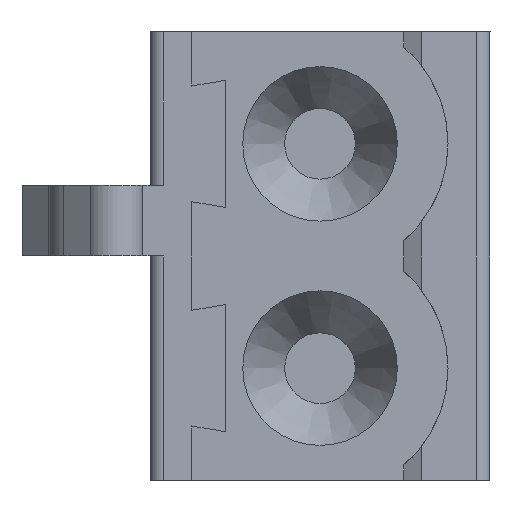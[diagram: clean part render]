
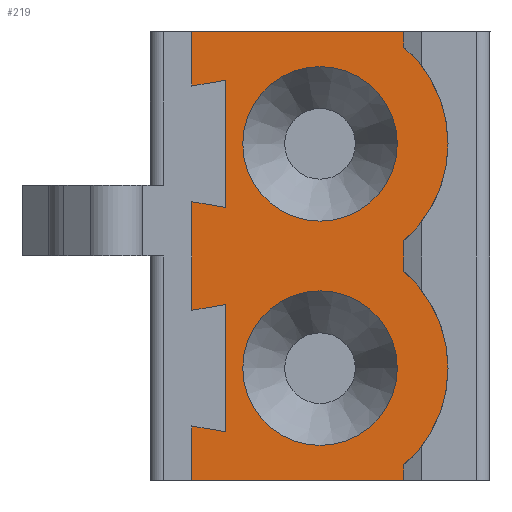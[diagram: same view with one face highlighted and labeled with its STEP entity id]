
A CAD part, left-side view. The second image highlights one B-rep face of the part: STEP entity #219.
In plain terms, the highlighted planar face has unit normal (-1, 0, 0).
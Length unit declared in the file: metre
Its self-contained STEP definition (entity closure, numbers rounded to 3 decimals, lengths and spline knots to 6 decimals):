
#219=ADVANCED_FACE('',(#599,#600,#601),#602,.T.);
#599=FACE_BOUND('',#1143,.T.);
#600=FACE_OUTER_BOUND('',#1144,.T.);
#601=FACE_BOUND('',#1145,.T.);
#602=PLANE('',#1146);
#1143=EDGE_LOOP('',(#1819));
#1144=EDGE_LOOP('',(#1820,#1821,#1822,#1823,#1824,#1825,#1826,#1827,#1828,#1829,#1830,#1831,#1832,#1833,#1834,#1835));
#1145=EDGE_LOOP('',(#1836));
#1146=AXIS2_PLACEMENT_3D('',#1837,#1838,#1839);
#1819=ORIENTED_EDGE('',*,*,#3396,.T.);
#1820=ORIENTED_EDGE('',*,*,#3397,.T.);
#1821=ORIENTED_EDGE('',*,*,#3398,.T.);
#1822=ORIENTED_EDGE('',*,*,#3399,.T.);
#1823=ORIENTED_EDGE('',*,*,#3400,.F.);
#1824=ORIENTED_EDGE('',*,*,#3401,.F.);
#1825=ORIENTED_EDGE('',*,*,#3402,.F.);
#1826=ORIENTED_EDGE('',*,*,#3403,.F.);
#1827=ORIENTED_EDGE('',*,*,#3404,.F.);
#1828=ORIENTED_EDGE('',*,*,#3405,.F.);
#1829=ORIENTED_EDGE('',*,*,#3406,.F.);
#1830=ORIENTED_EDGE('',*,*,#3407,.F.);
#1831=ORIENTED_EDGE('',*,*,#3408,.F.);
#1832=ORIENTED_EDGE('',*,*,#3409,.F.);
#1833=ORIENTED_EDGE('',*,*,#3410,.T.);
#1834=ORIENTED_EDGE('',*,*,#3411,.T.);
#1835=ORIENTED_EDGE('',*,*,#3412,.T.);
#1836=ORIENTED_EDGE('',*,*,#3413,.T.);
#1837=CARTESIAN_POINT('',(-0.01885,-0.02671,-0.25136));
#1838=DIRECTION('',(-1.0,0.,0.));
#1839=DIRECTION('',(0.,0.,-1.0));
#3396=EDGE_CURVE('',#4144,#4144,#4145,.T.);
#3397=EDGE_CURVE('',#4146,#4147,#4148,.T.);
#3398=EDGE_CURVE('',#4147,#4149,#4150,.T.);
#3399=EDGE_CURVE('',#4149,#4151,#4152,.T.);
#3400=EDGE_CURVE('',#4153,#4151,#4154,.T.);
#3401=EDGE_CURVE('',#4155,#4153,#4156,.T.);
#3402=EDGE_CURVE('',#4157,#4155,#4158,.T.);
#3403=EDGE_CURVE('',#4159,#4157,#4160,.T.);
#3404=EDGE_CURVE('',#4161,#4159,#4162,.T.);
#3405=EDGE_CURVE('',#4163,#4161,#4164,.T.);
#3406=EDGE_CURVE('',#4165,#4163,#4166,.T.);
#3407=EDGE_CURVE('',#4167,#4165,#4168,.T.);
#3408=EDGE_CURVE('',#4169,#4167,#4170,.T.);
#3409=EDGE_CURVE('',#4171,#4169,#4172,.T.);
#3410=EDGE_CURVE('',#4171,#4173,#4174,.T.);
#3411=EDGE_CURVE('',#4173,#4175,#4176,.T.);
#3412=EDGE_CURVE('',#4175,#4146,#4177,.T.);
#3413=EDGE_CURVE('',#4178,#4178,#4179,.T.);
#4144=VERTEX_POINT('',#5179);
#4145=CIRCLE('',#5180,0.00175);
#4146=VERTEX_POINT('',#5181);
#4147=VERTEX_POINT('',#5182);
#4148=LINE('',#5183,#5184);
#4149=VERTEX_POINT('',#5185);
#4150=CIRCLE('',#5186,0.0029);
#4151=VERTEX_POINT('',#5187);
#4152=LINE('',#5188,#5189);
#4153=VERTEX_POINT('',#5190);
#4154=LINE('',#5191,#5192);
#4155=VERTEX_POINT('',#5193);
#4156=LINE('',#5194,#5195);
#4157=VERTEX_POINT('',#5196);
#4158=LINE('',#5197,#5198);
#4159=VERTEX_POINT('',#5199);
#4160=LINE('',#5200,#5201);
#4161=VERTEX_POINT('',#5202);
#4162=LINE('',#5203,#5204);
#4163=VERTEX_POINT('',#5205);
#4164=LINE('',#5206,#5207);
#4165=VERTEX_POINT('',#5208);
#4166=LINE('',#5209,#5210);
#4167=VERTEX_POINT('',#5211);
#4168=LINE('',#5212,#5213);
#4169=VERTEX_POINT('',#5214);
#4170=LINE('',#5215,#5216);
#4171=VERTEX_POINT('',#5217);
#4172=LINE('',#5218,#5219);
#4173=VERTEX_POINT('',#5220);
#4174=LINE('',#5221,#5222);
#4175=VERTEX_POINT('',#5223);
#4176=LINE('',#5224,#5225);
#4177=CIRCLE('',#5226,0.0029);
#4178=VERTEX_POINT('',#5227);
#4179=CIRCLE('',#5228,0.00175);
#5179=CARTESIAN_POINT('',(-0.01885,-0.02986,-0.25073));
#5180=AXIS2_PLACEMENT_3D('',#6361,#6362,#6363);
#5181=CARTESIAN_POINT('',(-0.01885,-0.03176,-0.246789));
#5182=CARTESIAN_POINT('',(-0.01885,-0.03176,-0.246091));
#5183=CARTESIAN_POINT('',(-0.01885,-0.03176,-0.25136));
#5184=VECTOR('',#6364,1.0);
#5185=CARTESIAN_POINT('',(-0.01885,-0.03176,-0.241709));
#5186=AXIS2_PLACEMENT_3D('',#6365,#6366,#6367);
#5187=CARTESIAN_POINT('',(-0.01885,-0.03176,-0.24136));
#5188=CARTESIAN_POINT('',(-0.01885,-0.03176,-0.25644));
#5189=VECTOR('',#6368,1.0);
#5190=CARTESIAN_POINT('',(-0.01885,-0.02696,-0.24136));
#5191=CARTESIAN_POINT('',(-0.01885,-0.03176,-0.24136));
#5192=VECTOR('',#6369,1.0);
#5193=CARTESIAN_POINT('',(-0.01885,-0.02696,-0.24259));
#5194=CARTESIAN_POINT('',(-0.01885,-0.02696,-0.2564));
#5195=VECTOR('',#6370,1.0);
#5196=CARTESIAN_POINT('',(-0.01885,-0.02771,-0.24246));
#5197=CARTESIAN_POINT('',(-0.01885,-0.02696,-0.24259));
#5198=VECTOR('',#6371,1.0);
#5199=CARTESIAN_POINT('',(-0.01885,-0.02771,-0.24534));
#5200=CARTESIAN_POINT('',(-0.01885,-0.02771,-0.25821));
#5201=VECTOR('',#6372,1.0);
#5202=CARTESIAN_POINT('',(-0.01885,-0.02696,-0.24521));
#5203=CARTESIAN_POINT('',(-0.01885,-0.02771,-0.24534));
#5204=VECTOR('',#6373,1.0);
#5205=CARTESIAN_POINT('',(-0.01885,-0.02696,-0.24767));
#5206=CARTESIAN_POINT('',(-0.01885,-0.02696,-0.2564));
#5207=VECTOR('',#6374,1.0);
#5208=CARTESIAN_POINT('',(-0.01885,-0.02771,-0.24754));
#5209=CARTESIAN_POINT('',(-0.01885,-0.02696,-0.24767));
#5210=VECTOR('',#6375,1.0);
#5211=CARTESIAN_POINT('',(-0.01885,-0.02771,-0.25042));
#5212=CARTESIAN_POINT('',(-0.01885,-0.02771,-0.26329));
#5213=VECTOR('',#6376,1.0);
#5214=CARTESIAN_POINT('',(-0.01885,-0.02696,-0.25029));
#5215=CARTESIAN_POINT('',(-0.01885,-0.02771,-0.25042));
#5216=VECTOR('',#6377,1.0);
#5217=CARTESIAN_POINT('',(-0.01885,-0.02696,-0.25152));
#5218=CARTESIAN_POINT('',(-0.01885,-0.02696,-0.26152));
#5219=VECTOR('',#6378,1.0);
#5220=CARTESIAN_POINT('',(-0.01885,-0.03176,-0.25152));
#5221=CARTESIAN_POINT('',(-0.01885,-0.02671,-0.25152));
#5222=VECTOR('',#6379,1.0);
#5223=CARTESIAN_POINT('',(-0.01885,-0.03176,-0.251171));
#5224=CARTESIAN_POINT('',(-0.01885,-0.03176,-0.25136));
#5225=VECTOR('',#6380,1.0);
#5226=AXIS2_PLACEMENT_3D('',#6381,#6382,#6383);
#5227=CARTESIAN_POINT('',(-0.01885,-0.02986,-0.24565));
#5228=AXIS2_PLACEMENT_3D('',#6384,#6385,#6386);
#6361=CARTESIAN_POINT('',(-0.01885,-0.02986,-0.24898));
#6362=DIRECTION('',(1.0,0.,0.));
#6363=DIRECTION('',(0.,0.,-1.0));
#6364=DIRECTION('',(0.,0.,1.0));
#6365=CARTESIAN_POINT('',(-0.01885,-0.02986,-0.2439));
#6366=DIRECTION('',(-1.0,0.,0.));
#6367=DIRECTION('',(0.,-1.0,0.));
#6368=DIRECTION('',(0.,0.,1.0));
#6369=DIRECTION('',(0.,-1.0,0.));
#6370=DIRECTION('',(0.,0.,1.0));
#6371=DIRECTION('',(0.,0.985,-0.171));
#6372=DIRECTION('',(0.,0.,1.0));
#6373=DIRECTION('',(0.,-0.985,-0.171));
#6374=DIRECTION('',(0.,0.,1.0));
#6375=DIRECTION('',(0.,0.985,-0.171));
#6376=DIRECTION('',(0.,0.,1.0));
#6377=DIRECTION('',(0.,-0.985,-0.171));
#6378=DIRECTION('',(0.,0.,1.0));
#6379=DIRECTION('',(0.,-1.0,0.));
#6380=DIRECTION('',(0.,0.,1.0));
#6381=CARTESIAN_POINT('',(-0.01885,-0.02986,-0.24898));
#6382=DIRECTION('',(-1.0,0.,0.));
#6383=DIRECTION('',(0.,-1.0,0.));
#6384=CARTESIAN_POINT('',(-0.01885,-0.02986,-0.2439));
#6385=DIRECTION('',(1.0,0.,0.));
#6386=DIRECTION('',(0.,0.,-1.0));
